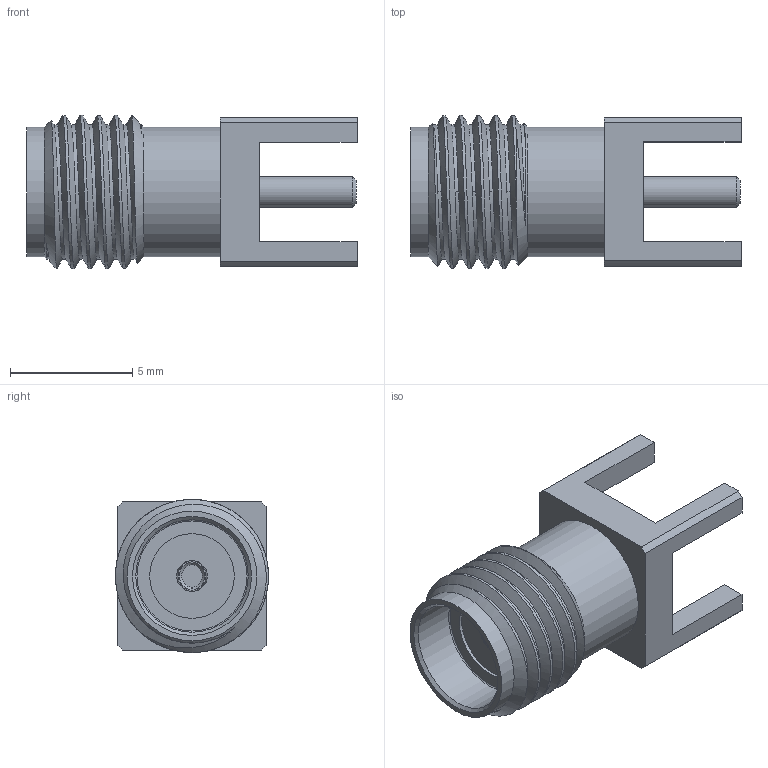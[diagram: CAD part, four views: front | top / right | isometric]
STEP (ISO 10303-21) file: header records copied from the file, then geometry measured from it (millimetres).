
FILE_DESCRIPTION(/* description */ (''),/* implementation_level */ '2;1');
FILE_NAME(/* name */ '732513140_SMA.step',/* time_stamp */ '2020-01-16T09:29:39-08:00',/* author */ (''),/* organization */ (''),/* preprocessor_version */ 'ST-DEVELOPER v18',/* originating_system */ 'Autodesk Translation Framework v8.12.0.6',/* authorisation */ '');
FILE_SCHEMA (('AUTOMOTIVE_DESIGN { 1 0 10303 214 3 1 1 }'));
Length unit declared in the file: millimetre
Products named in the file (1): 732513140_SMA
Bounding box: 13.5 x 6.26 x 6.26 mm (x, y, z)
Volume: 233.8 mm3; surface area: 430.2 mm2
Topology: 1 solids, 1 shells, 67 faces, 181 edges, 122 vertices
Faces by surface type: plane 30, cylinder 27, cone 7, bspline 2, torus 1
Full cylindrical faces by diameter (mm): 1.27 x2, 3.46 x1, 4.6 x1, 5.3 x2, 5.489 x5, 6.257 x4
Entity records: 5696 total; most frequent: CARTESIAN_POINT 3986, ORIENTED_EDGE 362, DIRECTION 330, EDGE_CURVE 181, VERTEX_POINT 122, AXIS2_PLACEMENT_3D 120, LINE 90, VECTOR 90
